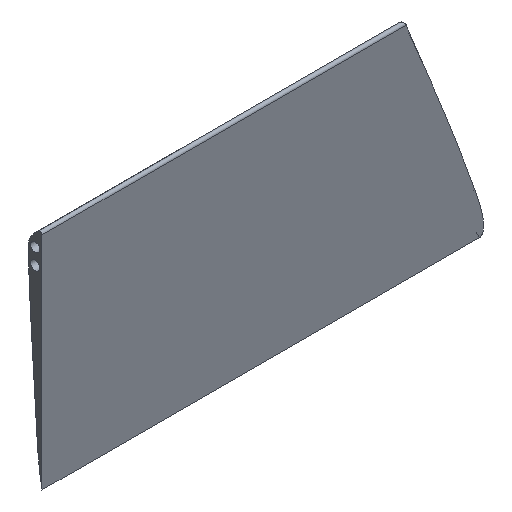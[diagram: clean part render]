
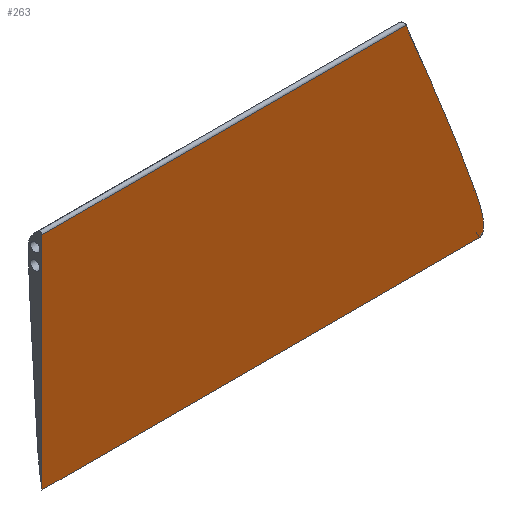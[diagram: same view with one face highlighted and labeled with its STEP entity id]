
A CAD part, isometric view. The second image highlights one B-rep face of the part: STEP entity #263.
In plain terms, the highlighted planar face has unit normal (0, -1, 0).
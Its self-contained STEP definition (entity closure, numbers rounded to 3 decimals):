
#15=PLANE('',#297);
#21=LINE('',#633,#35);
#22=LINE('',#635,#36);
#23=LINE('',#637,#37);
#24=LINE('',#638,#38);
#35=VECTOR('',#338,10.);
#36=VECTOR('',#339,10.);
#37=VECTOR('',#340,10.);
#38=VECTOR('',#341,10.);
#63=FACE_OUTER_BOUND('',#80,.T.);
#80=EDGE_LOOP('',(#201,#202,#203,#204,#205,#206,#207));
#105=ELLIPSE('',#294,148.247,8.5);
#115=B_SPLINE_CURVE_WITH_KNOTS('',3,(#584,#585,#586,#587),.UNSPECIFIED.,
 .F.,.F.,(4,4),(4.669,5.525),.UNSPECIFIED.);
#116=B_SPLINE_CURVE_WITH_KNOTS('',3,(#614,#615,#616,#617,#618,#619,#620,
#621,#622,#623,#624,#625,#626,#627,#628,#629),.UNSPECIFIED.,.F.,.F.,(4,
2,2,2,2,2,2,4),(0.,0.062,0.118,0.186,
0.305,0.59,1.23,1.991),
 .UNSPECIFIED.);
#121=VERTEX_POINT('',#448);
#127=VERTEX_POINT('',#583);
#129=VERTEX_POINT('',#592);
#131=VERTEX_POINT('',#613);
#132=VERTEX_POINT('',#632);
#133=VERTEX_POINT('',#634);
#134=VERTEX_POINT('',#636);
#152=EDGE_CURVE('',#127,#121,#115,.T.);
#155=EDGE_CURVE('',#129,#127,#105,.T.);
#158=EDGE_CURVE('',#131,#129,#116,.T.);
#160=EDGE_CURVE('',#121,#132,#21,.T.);
#161=EDGE_CURVE('',#132,#133,#22,.T.);
#162=EDGE_CURVE('',#133,#134,#23,.T.);
#163=EDGE_CURVE('',#131,#134,#24,.T.);
#201=ORIENTED_EDGE('',*,*,#152,.T.);
#202=ORIENTED_EDGE('',*,*,#160,.T.);
#203=ORIENTED_EDGE('',*,*,#161,.T.);
#204=ORIENTED_EDGE('',*,*,#162,.T.);
#205=ORIENTED_EDGE('',*,*,#163,.F.);
#206=ORIENTED_EDGE('',*,*,#158,.T.);
#207=ORIENTED_EDGE('',*,*,#155,.T.);
#263=ADVANCED_FACE('',(#63),#15,.F.);
#294=AXIS2_PLACEMENT_3D('',#593,#329,#330);
#297=AXIS2_PLACEMENT_3D('',#631,#336,#337);
#329=DIRECTION('center_axis',(0.,-1.,0.));
#330=DIRECTION('ref_axis',(0.394,0.,-0.919));
#336=DIRECTION('center_axis',(0.,1.,0.));
#337=DIRECTION('ref_axis',(0.,0.,-1.));
#338=DIRECTION('',(-0.375,0.,0.927));
#339=DIRECTION('',(-1.,0.,0.));
#340=DIRECTION('',(0.,0.,-1.));
#341=DIRECTION('',(-1.,0.,0.));
#448=CARTESIAN_POINT('',(-30.565,0.,-23.351));
#583=CARTESIAN_POINT('',(-27.208,0.,-31.698));
#584=CARTESIAN_POINT('Ctrl Pts',(-27.208,0.,
-31.698));
#585=CARTESIAN_POINT('Ctrl Pts',(-28.401,0.,
-28.712));
#586=CARTESIAN_POINT('Ctrl Pts',(-29.554,0.,
-25.852));
#587=CARTESIAN_POINT('Ctrl Pts',(-30.565,0.,
-23.351));
#592=CARTESIAN_POINT('',(-8.505,0.,-80.945));
#593=CARTESIAN_POINT('Origin',(-57.978,0.,20.265));
#613=CARTESIAN_POINT('',(-6.625,0.,-100.));
#614=CARTESIAN_POINT('Ctrl Pts',(-6.625,0.,
-100.));
#615=CARTESIAN_POINT('Ctrl Pts',(-6.419,0.,
-100.));
#616=CARTESIAN_POINT('Ctrl Pts',(-6.218,0.,
-99.966));
#617=CARTESIAN_POINT('Ctrl Pts',(-5.856,0.,
-99.816));
#618=CARTESIAN_POINT('Ctrl Pts',(-5.703,0.,
-99.712));
#619=CARTESIAN_POINT('Ctrl Pts',(-5.406,0.,
-99.422));
#620=CARTESIAN_POINT('Ctrl Pts',(-5.277,0.,
-99.229));
#621=CARTESIAN_POINT('Ctrl Pts',(-5.,0.,
-98.67));
#622=CARTESIAN_POINT('Ctrl Pts',(-4.895,0.,
-98.261));
#623=CARTESIAN_POINT('Ctrl Pts',(-4.678,0.,
-96.933));
#624=CARTESIAN_POINT('Ctrl Pts',(-4.721,0.,
-95.836));
#625=CARTESIAN_POINT('Ctrl Pts',(-5.026,0.,
-92.772));
#626=CARTESIAN_POINT('Ctrl Pts',(-5.597,0.,
-90.351));
#627=CARTESIAN_POINT('Ctrl Pts',(-6.83,0.,
-85.875));
#628=CARTESIAN_POINT('Ctrl Pts',(-7.669,0.,
-83.315));
#629=CARTESIAN_POINT('Ctrl Pts',(-8.505,0.,
-80.945));
#631=CARTESIAN_POINT('Origin',(0.,0.,0.));
#632=CARTESIAN_POINT('',(-39.025,0.,-2.414));
#633=CARTESIAN_POINT('',(-28.669,0.,-28.043));
#634=CARTESIAN_POINT('',(-200.,0.,-2.414));
#635=CARTESIAN_POINT('',(0.,0.,-2.414));
#636=CARTESIAN_POINT('',(-200.,0.,-100.));
#637=CARTESIAN_POINT('',(-200.,0.,0.));
#638=CARTESIAN_POINT('',(0.,0.,-100.));
